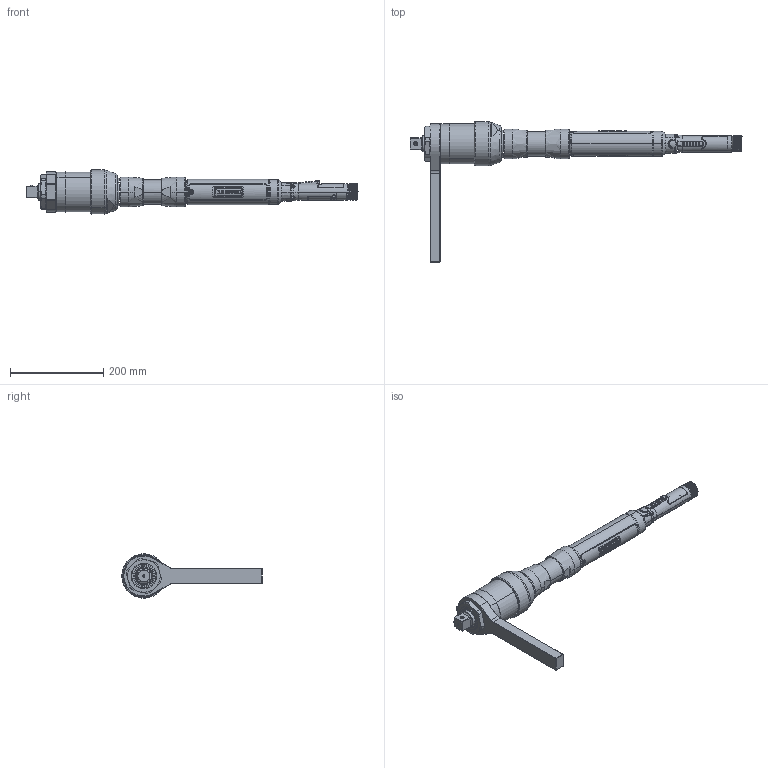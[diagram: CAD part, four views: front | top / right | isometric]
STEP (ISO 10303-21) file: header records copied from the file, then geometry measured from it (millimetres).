
FILE_DESCRIPTION((''),'2;1');
FILE_NAME('EB55LB5-2000','2012-02-23T',('MAM0508'),(''),'PRO/ENGINEER BY PARAMETRIC TECHNOLOGY CORPORATION, 2010430','PRO/ENGINEER BY PARAMETRIC TECHNOLOGY CORPORATION, 2010430','');
FILE_SCHEMA(('CONFIG_CONTROL_DESIGN'));
Length unit declared in the file: inch
Products named in the file (1): EB55LB5-2000
Bounding box: 712.33 x 301.32 x 94.63 mm (x, y, z)
Surface area: 229362.7 mm2 (no closed solid volume)
Topology: 0 solids, 156 shells, 436 faces, 3250 edges, 2923 vertices
Faces by surface type: cylinder 152, bspline 91, plane 83, cone 58, torus 41, extrusion 9, sphere 2
Entity records: 42913 total; most frequent: CARTESIAN_POINT 21856, ORIENTED_EDGE 3743, DIRECTION 3549, EDGE_CURVE 3246, VERTEX_POINT 2923, B_SPLINE_CURVE_WITH_KNOTS 1339, AXIS2_PLACEMENT_3D 1288, VECTOR 973
